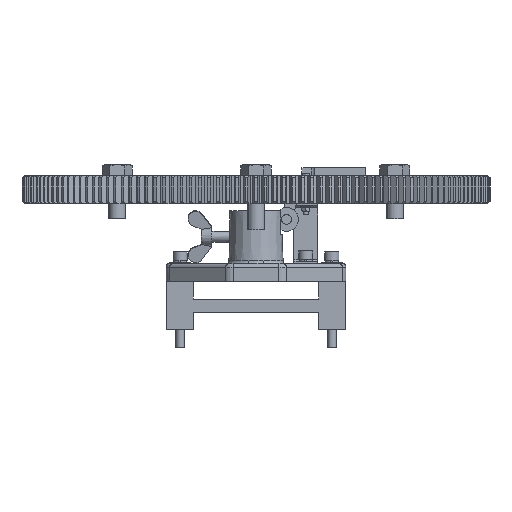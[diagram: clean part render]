
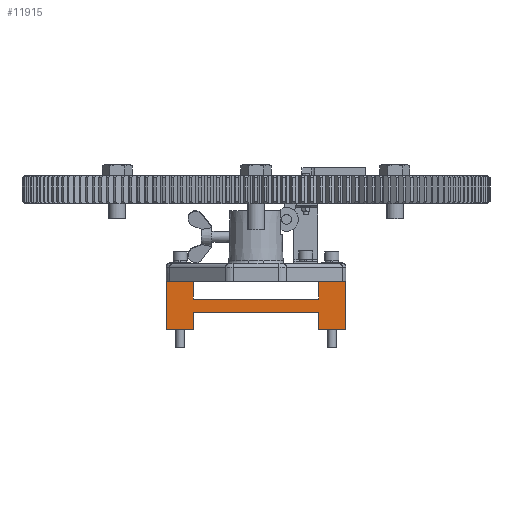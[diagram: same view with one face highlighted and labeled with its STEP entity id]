
A CAD part, front view. The second image highlights one B-rep face of the part: STEP entity #11915.
In plain terms, the highlighted planar face has unit normal (0, -1, 0).
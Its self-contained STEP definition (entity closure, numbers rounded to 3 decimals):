
#53 = DIRECTION ( 'NONE',  ( 0., 0., -1. ) ) ;
#205 = VECTOR ( 'NONE', #22023, 1000. ) ;
#1389 = CARTESIAN_POINT ( 'NONE',  ( -83., 260., -71.5 ) ) ;
#1915 = DIRECTION ( 'NONE',  ( 1., 0., 0. ) ) ;
#2036 = ORIENTED_EDGE ( 'NONE', *, *, #24773, .F. ) ;
#2521 = VERTEX_POINT ( 'NONE', #18456 ) ;
#2650 = VECTOR ( 'NONE', #30838, 1000. ) ;
#2714 = CARTESIAN_POINT ( 'NONE',  ( -58., 260., -69. ) ) ;
#2772 = CARTESIAN_POINT ( 'NONE',  ( -83., 260., -116.5 ) ) ;
#2883 = DIRECTION ( 'NONE',  ( 0., 1., 0. ) ) ;
#3278 = EDGE_CURVE ( 'NONE', #48376, #26195, #51543, .T. ) ;
#3398 = VECTOR ( 'NONE', #23060, 1000. ) ;
#3587 = CARTESIAN_POINT ( 'NONE',  ( 58., 260., -69. ) ) ;
#4387 = CARTESIAN_POINT ( 'NONE',  ( 83., 260., -69. ) ) ;
#5024 = ORIENTED_EDGE ( 'NONE', *, *, #32821, .T. ) ;
#7435 = PLANE ( 'NONE',  #50110 ) ;
#7578 = ORIENTED_EDGE ( 'NONE', *, *, #15333, .F. ) ;
#8225 = VECTOR ( 'NONE', #11873, 1000. ) ;
#8757 = LINE ( 'NONE', #37680, #46500 ) ;
#8909 = CARTESIAN_POINT ( 'NONE',  ( -58., 260., -100. ) ) ;
#10068 = VECTOR ( 'NONE', #53, 1000. ) ;
#10889 = VERTEX_POINT ( 'NONE', #20459 ) ;
#11176 = CARTESIAN_POINT ( 'NONE',  ( -83., 260., -71.5 ) ) ;
#11219 = CARTESIAN_POINT ( 'NONE',  ( -58., 260., -116.5 ) ) ;
#11865 = LINE ( 'NONE', #16670, #10068 ) ;
#11873 = DIRECTION ( 'NONE',  ( 1., 0., 0. ) ) ;
#11915 = ADVANCED_FACE ( 'NONE', ( #27781 ), #7435, .F. ) ;
#12192 = ORIENTED_EDGE ( 'NONE', *, *, #21287, .F. ) ;
#12442 = CARTESIAN_POINT ( 'NONE',  ( 58., 260., -88. ) ) ;
#12806 = VERTEX_POINT ( 'NONE', #44992 ) ;
#12844 = LINE ( 'NONE', #25653, #39534 ) ;
#13705 = DIRECTION ( 'NONE',  ( 1., 0., 0. ) ) ;
#13986 = ORIENTED_EDGE ( 'NONE', *, *, #19176, .T. ) ;
#14624 = EDGE_CURVE ( 'NONE', #48376, #43134, #36531, .T. ) ;
#15067 = LINE ( 'NONE', #51557, #205 ) ;
#15333 = EDGE_CURVE ( 'NONE', #24681, #29215, #31585, .T. ) ;
#16456 = DIRECTION ( 'NONE',  ( 0., 0., -1. ) ) ;
#16582 = ORIENTED_EDGE ( 'NONE', *, *, #39253, .T. ) ;
#16670 = CARTESIAN_POINT ( 'NONE',  ( 58., 260., -69. ) ) ;
#17142 = ORIENTED_EDGE ( 'NONE', *, *, #33797, .T. ) ;
#17150 = CARTESIAN_POINT ( 'NONE',  ( 81.948, 260., -71.5 ) ) ;
#17321 = DIRECTION ( 'NONE',  ( -1., 0., 0. ) ) ;
#18022 = ORIENTED_EDGE ( 'NONE', *, *, #43978, .T. ) ;
#18249 = VECTOR ( 'NONE', #35872, 1000. ) ;
#18456 = CARTESIAN_POINT ( 'NONE',  ( -83., 260., -116.5 ) ) ;
#19176 = EDGE_CURVE ( 'NONE', #10889, #43117, #11865, .T. ) ;
#20146 = CARTESIAN_POINT ( 'NONE',  ( -83., 260., -71.5 ) ) ;
#20317 = EDGE_LOOP ( 'NONE', ( #18022, #2036, #44916, #52804, #5024, #17142, #7578, #12192, #13986, #16582, #27860, #49479, #21934, #26344 ) ) ;
#20459 = CARTESIAN_POINT ( 'NONE',  ( 58., 260., -100. ) ) ;
#20469 = VECTOR ( 'NONE', #16456, 1000. ) ;
#20991 = CARTESIAN_POINT ( 'NONE',  ( 58., 260., -116.5 ) ) ;
#21287 = EDGE_CURVE ( 'NONE', #10889, #24681, #8757, .T. ) ;
#21592 = CARTESIAN_POINT ( 'NONE',  ( 58., 260., -71.5 ) ) ;
#21934 = ORIENTED_EDGE ( 'NONE', *, *, #3278, .F. ) ;
#22023 = DIRECTION ( 'NONE',  ( 1., 0., 0. ) ) ;
#22244 = CARTESIAN_POINT ( 'NONE',  ( -83., 260., -116.5 ) ) ;
#23051 = VERTEX_POINT ( 'NONE', #20146 ) ;
#23060 = DIRECTION ( 'NONE',  ( 1., 0., 0. ) ) ;
#23903 = LINE ( 'NONE', #2772, #8225 ) ;
#24681 = VERTEX_POINT ( 'NONE', #8909 ) ;
#24773 = EDGE_CURVE ( 'NONE', #29028, #36761, #27605, .T. ) ;
#25402 = DIRECTION ( 'NONE',  ( -1., 0., 0. ) ) ;
#25653 = CARTESIAN_POINT ( 'NONE',  ( 58., 260., -88. ) ) ;
#26195 = VERTEX_POINT ( 'NONE', #17150 ) ;
#26344 = ORIENTED_EDGE ( 'NONE', *, *, #14624, .T. ) ;
#26964 = DIRECTION ( 'NONE',  ( 1., 0., 0. ) ) ;
#27307 = VECTOR ( 'NONE', #32785, 1000. ) ;
#27605 = LINE ( 'NONE', #2714, #2650 ) ;
#27781 = FACE_OUTER_BOUND ( 'NONE', #20317, .T. ) ;
#27860 = ORIENTED_EDGE ( 'NONE', *, *, #50836, .F. ) ;
#29028 = VERTEX_POINT ( 'NONE', #41304 ) ;
#29215 = VERTEX_POINT ( 'NONE', #11219 ) ;
#30838 = DIRECTION ( 'NONE',  ( 0., 0., -1. ) ) ;
#31163 = VECTOR ( 'NONE', #13705, 1000. ) ;
#31197 = EDGE_CURVE ( 'NONE', #40561, #29028, #15067, .T. ) ;
#31585 = LINE ( 'NONE', #39381, #18249 ) ;
#32785 = DIRECTION ( 'NONE',  ( 0., 0., -1. ) ) ;
#32821 = EDGE_CURVE ( 'NONE', #23051, #2521, #40735, .T. ) ;
#33797 = EDGE_CURVE ( 'NONE', #2521, #29215, #42649, .T. ) ;
#35872 = DIRECTION ( 'NONE',  ( 0., 0., -1. ) ) ;
#36531 = LINE ( 'NONE', #3587, #20469 ) ;
#36627 = CARTESIAN_POINT ( 'NONE',  ( 58., 260., -88. ) ) ;
#36761 = VERTEX_POINT ( 'NONE', #45948 ) ;
#37336 = EDGE_CURVE ( 'NONE', #26195, #12806, #47663, .T. ) ;
#37680 = CARTESIAN_POINT ( 'NONE',  ( 58., 260., -100. ) ) ;
#38088 = LINE ( 'NONE', #1389, #31163 ) ;
#38256 = VERTEX_POINT ( 'NONE', #46445 ) ;
#38351 = EDGE_CURVE ( 'NONE', #23051, #40561, #38088, .T. ) ;
#39253 = EDGE_CURVE ( 'NONE', #43117, #38256, #23903, .T. ) ;
#39381 = CARTESIAN_POINT ( 'NONE',  ( -58., 260., -69. ) ) ;
#39534 = VECTOR ( 'NONE', #25402, 1000. ) ;
#39679 = CARTESIAN_POINT ( 'NONE',  ( -83., 260., -69. ) ) ;
#40410 = VECTOR ( 'NONE', #26964, 1000. ) ;
#40561 = VERTEX_POINT ( 'NONE', #49674 ) ;
#40735 = LINE ( 'NONE', #39679, #42043 ) ;
#41304 = CARTESIAN_POINT ( 'NONE',  ( -58., 260., -71.5 ) ) ;
#42043 = VECTOR ( 'NONE', #44764, 1000. ) ;
#42359 = LINE ( 'NONE', #4387, #27307 ) ;
#42649 = LINE ( 'NONE', #22244, #45636 ) ;
#43117 = VERTEX_POINT ( 'NONE', #20991 ) ;
#43134 = VERTEX_POINT ( 'NONE', #12442 ) ;
#43466 = CARTESIAN_POINT ( 'NONE',  ( -83., 260., -71.5 ) ) ;
#43978 = EDGE_CURVE ( 'NONE', #43134, #36761, #12844, .T. ) ;
#44157 = DIRECTION ( 'NONE',  ( 0., 0., 1. ) ) ;
#44764 = DIRECTION ( 'NONE',  ( 0., 0., -1. ) ) ;
#44916 = ORIENTED_EDGE ( 'NONE', *, *, #31197, .F. ) ;
#44992 = CARTESIAN_POINT ( 'NONE',  ( 83., 260., -71.5 ) ) ;
#45636 = VECTOR ( 'NONE', #1915, 1000. ) ;
#45948 = CARTESIAN_POINT ( 'NONE',  ( -58., 260., -88. ) ) ;
#46445 = CARTESIAN_POINT ( 'NONE',  ( 83., 260., -116.5 ) ) ;
#46500 = VECTOR ( 'NONE', #17321, 1000. ) ;
#47663 = LINE ( 'NONE', #11176, #40410 ) ;
#48376 = VERTEX_POINT ( 'NONE', #21592 ) ;
#49479 = ORIENTED_EDGE ( 'NONE', *, *, #37336, .F. ) ;
#49674 = CARTESIAN_POINT ( 'NONE',  ( -81.948, 260., -71.5 ) ) ;
#50110 = AXIS2_PLACEMENT_3D ( 'NONE', #36627, #2883, #44157 ) ;
#50836 = EDGE_CURVE ( 'NONE', #12806, #38256, #42359, .T. ) ;
#51543 = LINE ( 'NONE', #43466, #3398 ) ;
#51557 = CARTESIAN_POINT ( 'NONE',  ( -83., 260., -71.5 ) ) ;
#52804 = ORIENTED_EDGE ( 'NONE', *, *, #38351, .F. ) ;
